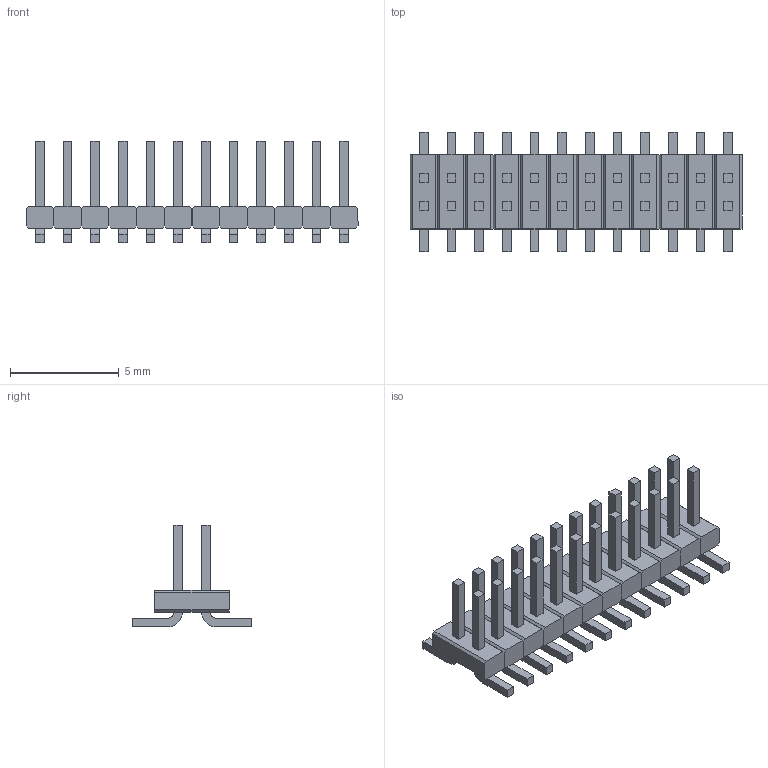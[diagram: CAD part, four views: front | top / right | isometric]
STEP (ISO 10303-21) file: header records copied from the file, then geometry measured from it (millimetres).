
FILE_DESCRIPTION((''),'2;1');
FILE_NAME('HARWIN_M50-3601242.stp','2014-12-02T10:17:26',(''),(''),'Mechanical Desktop 2011','Mechanical Desktop 2011',', , ');
FILE_SCHEMA(('AUTOMOTIVE_DESIGN { 1 2 10303 214 1 1 1 1 }'));
Length unit declared in the file: millimetre
Products named in the file (1): Product
Bounding box: 15.24 x 5.5 x 4.68 mm (x, y, z)
Volume: 71.7 mm3; surface area: 427.6 mm2
Topology: 60 solids, 60 shells, 456 faces, 1008 edges, 672 vertices
Faces by surface type: plane 264, bspline 144, cylinder 48
Entity records: 12388 total; most frequent: CARTESIAN_POINT 2569, ORIENTED_EDGE 2016, DIRECTION 1730, EDGE_CURVE 1008, VECTOR 912, LINE 912, VERTEX_POINT 672, EDGE_LOOP 456
